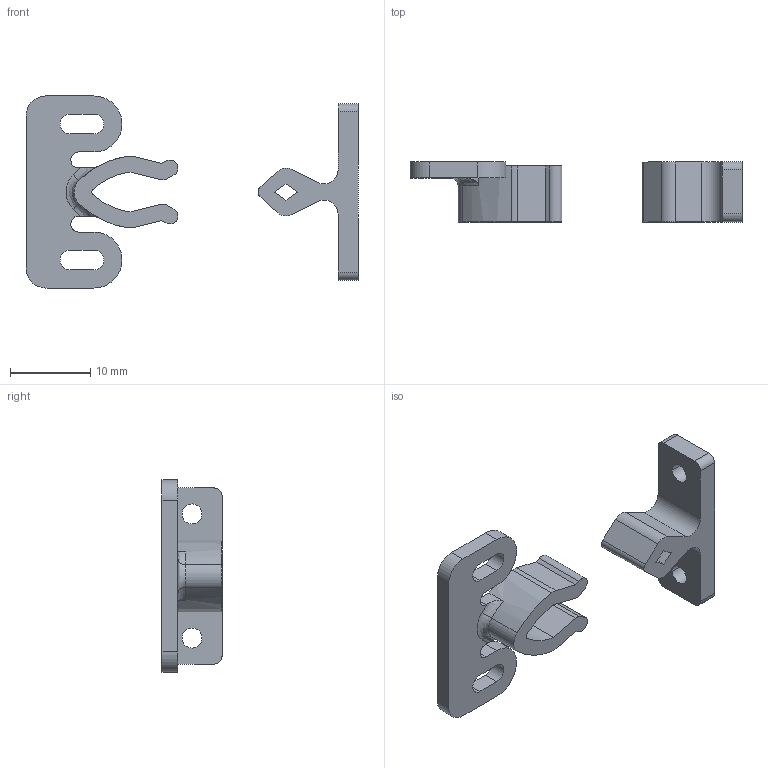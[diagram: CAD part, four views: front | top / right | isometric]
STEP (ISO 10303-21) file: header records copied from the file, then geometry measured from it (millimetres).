
FILE_DESCRIPTION((''),'2;1');
FILE_NAME('','2005-07-15T13:54:30',(''),(''),'','CADfix','');
FILE_SCHEMA(('AUTOMOTIVE_DESIGN'));
Length unit declared in the file: millimetre
Products named in the file (3): keeper; base; TL_118_10617_36
Assembly tree (2 placements, depth 2):
  TL_118_10617_36
    keeper
    base
Bounding box: 41.5 x 7.5 x 24 mm (x, y, z)
Volume: 1398 mm3; surface area: 1838.6 mm2
Topology: 2 solids, 2 shells, 79 faces, 231 edges, 156 vertices
Faces by surface type: bspline 79
Entity records: 2702 total; most frequent: CARTESIAN_POINT 1339, ORIENTED_EDGE 462, EDGE_CURVE 231, VERTEX_POINT 156, QUASI_UNIFORM_CURVE 138, EDGE_LOOP 89, FACE_OUTER_BOUND 79, ADVANCED_FACE 79
